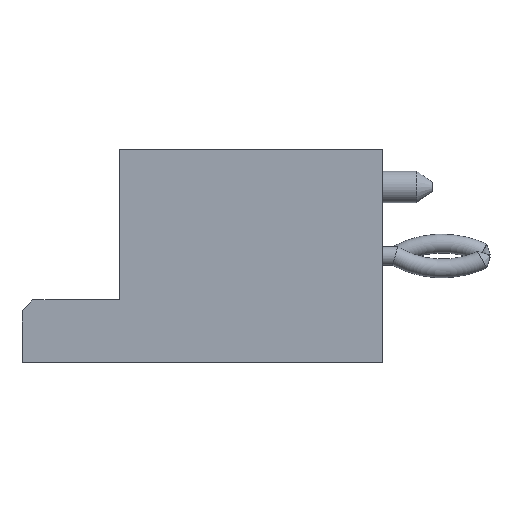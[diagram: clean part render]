
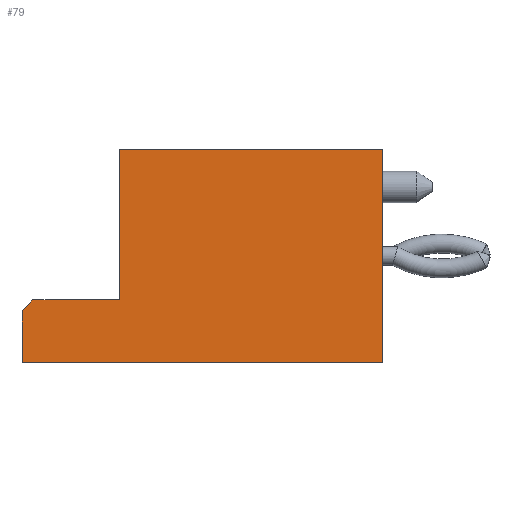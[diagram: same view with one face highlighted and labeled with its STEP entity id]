
A CAD part, left-side view. The second image highlights one B-rep face of the part: STEP entity #79.
In plain terms, the highlighted planar face has unit normal (-1, 0, 0).
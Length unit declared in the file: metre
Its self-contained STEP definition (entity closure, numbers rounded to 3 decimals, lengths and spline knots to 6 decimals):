
#79 = ADVANCED_FACE( '', ( #232 ), #233, .F. );
#232 = FACE_OUTER_BOUND( '', #612, .T. );
#233 = PLANE( '', #613 );
#612 = EDGE_LOOP( '', ( #1059, #1060, #1061, #1062, #1063, #1064, #1065 ) );
#613 = AXIS2_PLACEMENT_3D( '', #1066, #1067, #1068 );
#1059 = ORIENTED_EDGE( '', *, *, #1835, .F. );
#1060 = ORIENTED_EDGE( '', *, *, #1836, .F. );
#1061 = ORIENTED_EDGE( '', *, *, #1788, .F. );
#1062 = ORIENTED_EDGE( '', *, *, #1837, .F. );
#1063 = ORIENTED_EDGE( '', *, *, #1838, .F. );
#1064 = ORIENTED_EDGE( '', *, *, #1839, .F. );
#1065 = ORIENTED_EDGE( '', *, *, #1840, .F. );
#1066 = CARTESIAN_POINT( '', ( -0.0037, 0., 0. ) );
#1067 = DIRECTION( '', ( 1., 0., 0. ) );
#1068 = DIRECTION( '', ( 0., 1., 0. ) );
#1788 = EDGE_CURVE( '', #2141, #2144, #2145, .T. );
#1835 = EDGE_CURVE( '', #2229, #2230, #2231, .T. );
#1836 = EDGE_CURVE( '', #2144, #2229, #2232, .T. );
#1837 = EDGE_CURVE( '', #2233, #2141, #2234, .T. );
#1838 = EDGE_CURVE( '', #2235, #2233, #2236, .T. );
#1839 = EDGE_CURVE( '', #2237, #2235, #2238, .T. );
#1840 = EDGE_CURVE( '', #2230, #2237, #2239, .T. );
#2141 = VERTEX_POINT( '', #2853 );
#2144 = VERTEX_POINT( '', #2857 );
#2145 = LINE( '', #2858, #2859 );
#2229 = VERTEX_POINT( '', #2988 );
#2230 = VERTEX_POINT( '', #2989 );
#2231 = LINE( '', #2990, #2991 );
#2232 = LINE( '', #2992, #2993 );
#2233 = VERTEX_POINT( '', #2994 );
#2234 = LINE( '', #2995, #2996 );
#2235 = VERTEX_POINT( '', #2997 );
#2236 = LINE( '', #2998, #2999 );
#2237 = VERTEX_POINT( '', #3000 );
#2238 = LINE( '', #3001, #3002 );
#2239 = LINE( '', #3003, #3004 );
#2853 = CARTESIAN_POINT( '', ( -0.0037, 0.00575, -0.00175 ) );
#2857 = CARTESIAN_POINT( '', ( -0.0037, 0.0054, -0.0014 ) );
#2858 = CARTESIAN_POINT( '', ( -0.0037, 0.00575, -0.00175 ) );
#2859 = VECTOR( '', #3471, 1. );
#2988 = CARTESIAN_POINT( '', ( -0.0037, 0.00265, -0.0014 ) );
#2989 = CARTESIAN_POINT( '', ( -0.0037, 0.00265, 0.0034 ) );
#2990 = CARTESIAN_POINT( '', ( -0.0037, 0.00265, -0.0014 ) );
#2991 = VECTOR( '', #3520, 1. );
#2992 = CARTESIAN_POINT( '', ( -0.0037, 0.0054, -0.0014 ) );
#2993 = VECTOR( '', #3521, 1. );
#2994 = CARTESIAN_POINT( '', ( -0.0037, 0.00575, -0.0034 ) );
#2995 = CARTESIAN_POINT( '', ( -0.0037, 0.00575, -0.0034 ) );
#2996 = VECTOR( '', #3522, 1. );
#2997 = CARTESIAN_POINT( '', ( -0.0037, -0.00575, -0.0034 ) );
#2998 = CARTESIAN_POINT( '', ( -0.0037, -0.00575, -0.0034 ) );
#2999 = VECTOR( '', #3523, 1. );
#3000 = CARTESIAN_POINT( '', ( -0.0037, -0.00575, 0.0034 ) );
#3001 = CARTESIAN_POINT( '', ( -0.0037, -0.00575, 0.0034 ) );
#3002 = VECTOR( '', #3524, 1. );
#3003 = CARTESIAN_POINT( '', ( -0.0037, 0.00265, 0.0034 ) );
#3004 = VECTOR( '', #3525, 1. );
#3471 = DIRECTION( '', ( 0., -0.707, 0.707 ) );
#3520 = DIRECTION( '', ( 0., 0., 1. ) );
#3521 = DIRECTION( '', ( 0., -1., 0. ) );
#3522 = DIRECTION( '', ( 0., 0., 1. ) );
#3523 = DIRECTION( '', ( 0., 1., 0. ) );
#3524 = DIRECTION( '', ( 0., 0., -1. ) );
#3525 = DIRECTION( '', ( 0., -1., 0. ) );
